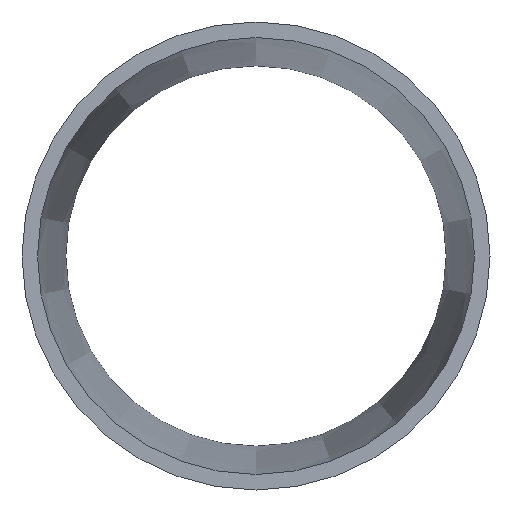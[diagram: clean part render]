
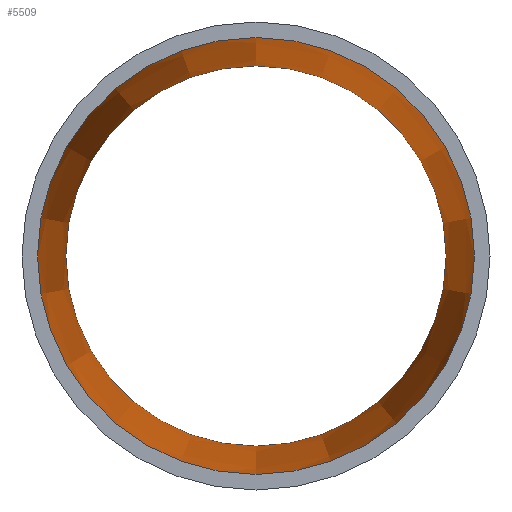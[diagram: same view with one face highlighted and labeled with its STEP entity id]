
A CAD part, front view. The second image highlights one B-rep face of the part: STEP entity #5509.
In plain terms, the highlighted conical face has half-angle 2.75 degrees and reference radius 28.148 mm.
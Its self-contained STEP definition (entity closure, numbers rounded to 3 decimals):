
#1015 = DIRECTION ( 'NONE',  ( 0., 0., -1. ) ) ;
#1966 = CIRCLE ( 'NONE', #21409, 24.498 ) ;
#2000 = DIRECTION ( 'NONE',  ( 0., 0., -1. ) ) ;
#2945 = ORIENTED_EDGE ( 'NONE', *, *, #9562, .F. ) ;
#3940 = CARTESIAN_POINT ( 'NONE',  ( 0., 76., 0. ) ) ;
#4755 = DIRECTION ( 'NONE',  ( 0., -1., 0. ) ) ;
#4764 = AXIS2_PLACEMENT_3D ( 'NONE', #15620, #23542, #17674 ) ;
#5509 = ADVANCED_FACE ( 'NONE', ( #7369, #9705 ), #15900, .F. ) ;
#6144 = ORIENTED_EDGE ( 'NONE', *, *, #7175, .T. ) ;
#7175 = EDGE_CURVE ( 'NONE', #18928, #18928, #18438, .T. ) ;
#7369 = FACE_BOUND ( 'NONE', #13636, .T. ) ;
#9562 = EDGE_CURVE ( 'NONE', #20888, #20888, #1966, .T. ) ;
#9705 = FACE_OUTER_BOUND ( 'NONE', #21394, .T. ) ;
#9824 = AXIS2_PLACEMENT_3D ( 'NONE', #22897, #4755, #1015 ) ;
#11868 = DIRECTION ( 'NONE',  ( 0., -1., 0. ) ) ;
#13636 = EDGE_LOOP ( 'NONE', ( #2945 ) ) ;
#15620 = CARTESIAN_POINT ( 'NONE',  ( 0., 0., 0. ) ) ;
#15900 = CONICAL_SURFACE ( 'NONE', #4764, 28.148, 0.048 ) ;
#17674 = DIRECTION ( 'NONE',  ( 0., 0., -1. ) ) ;
#18438 = CIRCLE ( 'NONE', #9824, 28.148 ) ;
#18928 = VERTEX_POINT ( 'NONE', #22457 ) ;
#20888 = VERTEX_POINT ( 'NONE', #24650 ) ;
#21394 = EDGE_LOOP ( 'NONE', ( #6144 ) ) ;
#21409 = AXIS2_PLACEMENT_3D ( 'NONE', #3940, #11868, #2000 ) ;
#22457 = CARTESIAN_POINT ( 'NONE',  ( 0., 0., -28.148 ) ) ;
#22897 = CARTESIAN_POINT ( 'NONE',  ( 0., 0., 0. ) ) ;
#23542 = DIRECTION ( 'NONE',  ( 0., -1., 0. ) ) ;
#24650 = CARTESIAN_POINT ( 'NONE',  ( 0., 76., -24.498 ) ) ;
